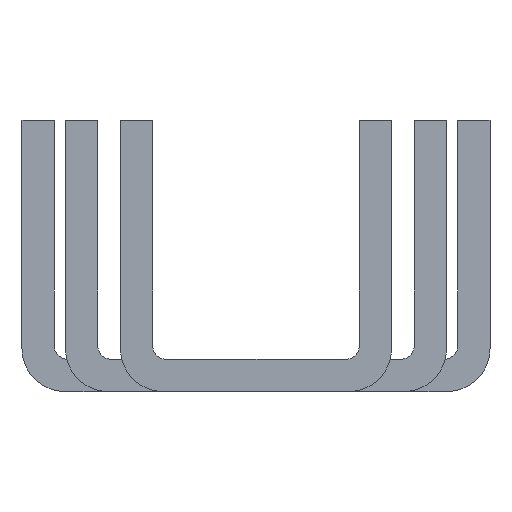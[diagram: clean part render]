
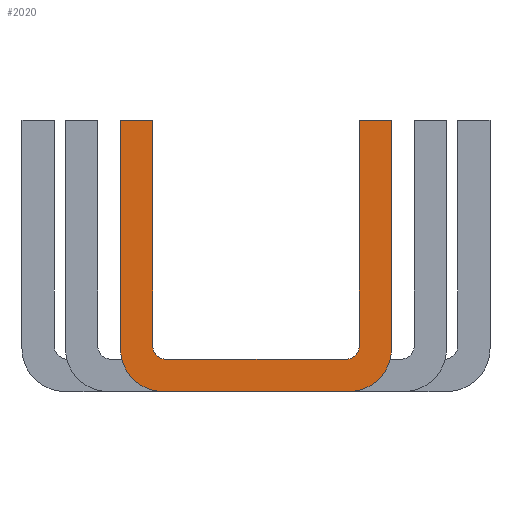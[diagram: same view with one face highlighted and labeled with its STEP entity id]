
A CAD part, left-side view. The second image highlights one B-rep face of the part: STEP entity #2020.
In plain terms, the highlighted planar face has unit normal (-1, 0, 0).
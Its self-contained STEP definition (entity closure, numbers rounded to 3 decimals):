
#30=PLANE('',#2162);
#113=FACE_OUTER_BOUND('',#215,.T.);
#215=EDGE_LOOP('',(#1424,#1425,#1426,#1427,#1428,#1429,#1430,#1431,#1432,
#1433,#1434,#1435));
#335=LINE('',#2908,#567);
#358=LINE('',#2970,#590);
#372=LINE('',#3024,#604);
#375=LINE('',#3030,#607);
#376=LINE('',#3034,#608);
#377=LINE('',#3036,#609);
#378=LINE('',#3037,#610);
#379=LINE('',#3038,#611);
#567=VECTOR('',#2338,10.);
#590=VECTOR('',#2389,10.);
#604=VECTOR('',#2445,10.);
#607=VECTOR('',#2450,10.);
#608=VECTOR('',#2453,10.);
#609=VECTOR('',#2454,10.);
#610=VECTOR('',#2455,10.);
#611=VECTOR('',#2456,10.);
#775=CIRCLE('',#2136,1.);
#777=CIRCLE('',#2139,1.);
#788=CIRCLE('',#2159,3.);
#790=CIRCLE('',#2163,3.);
#859=VERTEX_POINT('',#2905);
#860=VERTEX_POINT('',#2907);
#881=VERTEX_POINT('',#2956);
#883=VERTEX_POINT('',#2962);
#885=VERTEX_POINT('',#2968);
#900=VERTEX_POINT('',#3014);
#901=VERTEX_POINT('',#3015);
#904=VERTEX_POINT('',#3023);
#906=VERTEX_POINT('',#3029);
#907=VERTEX_POINT('',#3031);
#908=VERTEX_POINT('',#3033);
#909=VERTEX_POINT('',#3035);
#1055=EDGE_CURVE('',#859,#860,#335,.T.);
#1081=EDGE_CURVE('',#860,#881,#775,.T.);
#1085=EDGE_CURVE('',#883,#859,#777,.T.);
#1088=EDGE_CURVE('',#883,#885,#358,.T.);
#1110=EDGE_CURVE('',#900,#901,#788,.T.);
#1114=EDGE_CURVE('',#901,#904,#372,.T.);
#1117=EDGE_CURVE('',#906,#900,#375,.T.);
#1118=EDGE_CURVE('',#907,#906,#790,.T.);
#1119=EDGE_CURVE('',#907,#908,#376,.T.);
#1120=EDGE_CURVE('',#909,#908,#377,.T.);
#1121=EDGE_CURVE('',#881,#909,#378,.T.);
#1122=EDGE_CURVE('',#904,#885,#379,.T.);
#1424=ORIENTED_EDGE('',*,*,#1110,.F.);
#1425=ORIENTED_EDGE('',*,*,#1117,.F.);
#1426=ORIENTED_EDGE('',*,*,#1118,.F.);
#1427=ORIENTED_EDGE('',*,*,#1119,.T.);
#1428=ORIENTED_EDGE('',*,*,#1120,.F.);
#1429=ORIENTED_EDGE('',*,*,#1121,.F.);
#1430=ORIENTED_EDGE('',*,*,#1081,.F.);
#1431=ORIENTED_EDGE('',*,*,#1055,.F.);
#1432=ORIENTED_EDGE('',*,*,#1085,.F.);
#1433=ORIENTED_EDGE('',*,*,#1088,.T.);
#1434=ORIENTED_EDGE('',*,*,#1122,.F.);
#1435=ORIENTED_EDGE('',*,*,#1114,.F.);
#2020=ADVANCED_FACE('',(#113),#30,.T.);
#2136=AXIS2_PLACEMENT_3D('',#2957,#2375,#2376);
#2139=AXIS2_PLACEMENT_3D('',#2964,#2383,#2384);
#2159=AXIS2_PLACEMENT_3D('',#3016,#2437,#2438);
#2162=AXIS2_PLACEMENT_3D('',#3028,#2448,#2449);
#2163=AXIS2_PLACEMENT_3D('',#3032,#2451,#2452);
#2338=DIRECTION('',(0.,-1.,0.));
#2375=DIRECTION('center_axis',(-1.,0.,0.));
#2376=DIRECTION('ref_axis',(0.,-0.707,-0.707));
#2383=DIRECTION('center_axis',(-1.,0.,0.));
#2384=DIRECTION('ref_axis',(0.,0.707,-0.707));
#2389=DIRECTION('',(0.,0.,1.));
#2437=DIRECTION('center_axis',(1.,0.,0.));
#2438=DIRECTION('ref_axis',(0.,0.707,-0.707));
#2445=DIRECTION('',(0.,0.,1.));
#2448=DIRECTION('center_axis',(-1.,0.,0.));
#2449=DIRECTION('ref_axis',(0.,-1.,0.));
#2450=DIRECTION('',(0.,1.,0.));
#2451=DIRECTION('center_axis',(1.,0.,0.));
#2452=DIRECTION('ref_axis',(0.,-0.707,-0.707));
#2453=DIRECTION('',(0.,0.,1.));
#2454=DIRECTION('',(0.,-1.,0.));
#2455=DIRECTION('',(0.,0.,1.));
#2456=DIRECTION('',(0.,-1.,0.));
#2905=CARTESIAN_POINT('',(-19.,0.75,2.25));
#2907=CARTESIAN_POINT('',(-19.,-11.75,2.25));
#2908=CARTESIAN_POINT('',(-19.,-15.,2.25));
#2956=CARTESIAN_POINT('',(-19.,-12.75,3.25));
#2957=CARTESIAN_POINT('Origin',(-19.,-11.75,3.25));
#2962=CARTESIAN_POINT('',(-19.,1.75,3.25));
#2964=CARTESIAN_POINT('Origin',(-19.,0.75,3.25));
#2968=CARTESIAN_POINT('',(-19.,1.75,19.));
#2970=CARTESIAN_POINT('',(-19.,1.75,2.25));
#3014=CARTESIAN_POINT('',(-19.,1.,0.));
#3015=CARTESIAN_POINT('',(-19.,4.,3.));
#3016=CARTESIAN_POINT('Origin',(-19.,1.,3.));
#3023=CARTESIAN_POINT('',(-19.,4.,19.));
#3024=CARTESIAN_POINT('',(-19.,4.,0.));
#3028=CARTESIAN_POINT('Origin',(-19.,4.,0.));
#3029=CARTESIAN_POINT('',(-19.,-12.,0.));
#3030=CARTESIAN_POINT('',(-19.,-15.,0.));
#3031=CARTESIAN_POINT('',(-19.,-15.,3.));
#3032=CARTESIAN_POINT('Origin',(-19.,-12.,3.));
#3033=CARTESIAN_POINT('',(-19.,-15.,19.));
#3034=CARTESIAN_POINT('',(-19.,-15.,0.));
#3035=CARTESIAN_POINT('',(-19.,-12.75,19.));
#3036=CARTESIAN_POINT('',(-19.,4.,19.));
#3037=CARTESIAN_POINT('',(-19.,-12.75,2.25));
#3038=CARTESIAN_POINT('',(-19.,4.,19.));
